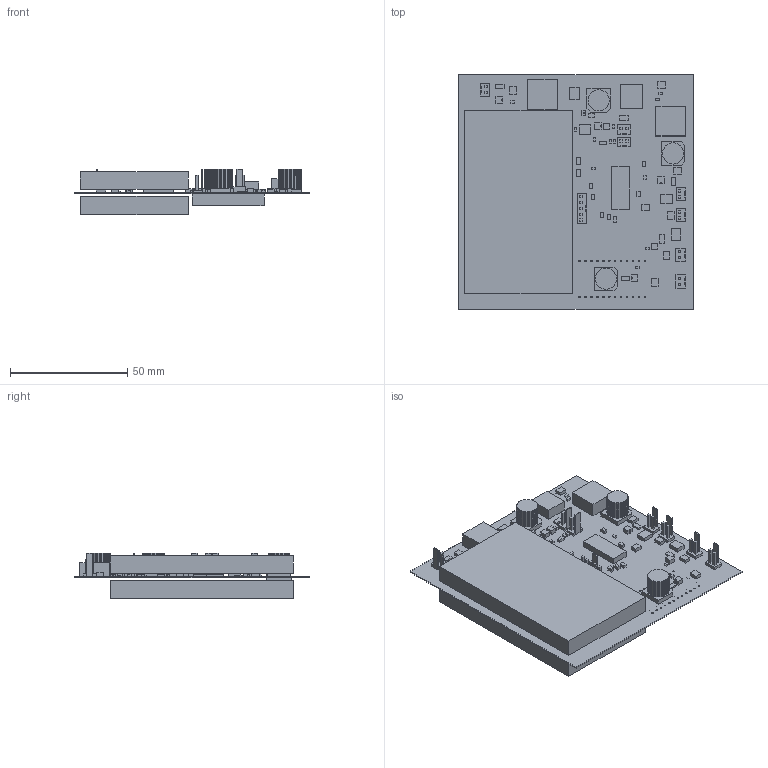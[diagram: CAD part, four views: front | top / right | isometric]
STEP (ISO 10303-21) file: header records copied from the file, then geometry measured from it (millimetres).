
FILE_DESCRIPTION(('Open CASCADE Model'),'2;1');
FILE_NAME('Open CASCADE Shape Model','2014-05-16T12:53:05',('Author'),( 'Open CASCADE'),'Open CASCADE STEP processor 6.2','Open CASCADE 6.2' ,'Unknown');
FILE_SCHEMA(('AUTOMOTIVE_DESIGN { 1 0 10303 214 1 1 1 1 }'));
Length unit declared in the file: millimetre
Products named in the file (137): PCB; Boardupsat_EPS; R21upsat_EPS; 611793056; Extruded; R20upsat_EPS; *1upsat_EPS; 611063088; *2upsat_EPS; 611790240; *3upsat_EPS; *4upsat_EPS; *5upsat_EPS; *7upsat_EPS; 611792288; C1upsat_EPS; 611794208; C2upsat_EPS; 611794464; C3upsat_EPS; 611789984; 611789088; C4upsat_EPS; C5upsat_EPS; 611061936; C6upsat_EPS; 611792544; C7upsat_EPS; C8upsat_EPS; C9upsat_EPS; C10upsat_EPS; C11upsat_EPS; C12upsat_EPS; 59613088; C13upsat_EPS; C14upsat_EPS; C15upsat_EPS; C16upsat_EPS; C17upsat_EPS; C18upsat_EPS ...
Assembly tree (198 placements, depth 4):
  PCB
    Boardupsat_EPS
    R21upsat_EPS
      611793056
        Extruded
    R20upsat_EPS
      611793056
        Extruded
    *1upsat_EPS
      611063088
        Extruded
    *2upsat_EPS
      611790240
        Extruded
    *3upsat_EPS
      611790240
        Extruded
    *4upsat_EPS
      611790240
        Extruded
    *5upsat_EPS
      611790240
        Extruded
    *7upsat_EPS
      611792288
        Extruded
    C1upsat_EPS
      611794208
        Extruded
    C2upsat_EPS
      611794464
        Extruded
    C3upsat_EPS
      611789984
        Extruded
      611789088
        Extruded
    C4upsat_EPS
      611794464
        Extruded
    C5upsat_EPS
      611061936
        Extruded
    C6upsat_EPS
      611789984
        Extruded
      611792544
        Extruded
    C7upsat_EPS
      611794208
        Extruded
    C8upsat_EPS
      611794464
        Extruded
    C9upsat_EPS
      611794208
        Extruded
    C10upsat_EPS
      611789984
        Extruded
Bounding box: 100 x 100 x 19.56 mm (x, y, z)
Volume: 122281.2 mm3; surface area: 64593.6 mm2
Topology: 98 solids, 98 shells, 1026 faces, 2456 edges, 1626 vertices
Faces by surface type: plane 999, cylinder 27
Full cylindrical faces by diameter (mm): 0.635 x24, 0.762 x3
Entity records: 33355 total; most frequent: CARTESIAN_POINT 5419, DIRECTION 4980, LINE 3510, VECTOR 3510, ORIENTED_EDGE 2412, PCURVE 2412, DEFINITIONAL_REPRESENTATION 2412, EDGE_CURVE 1206
